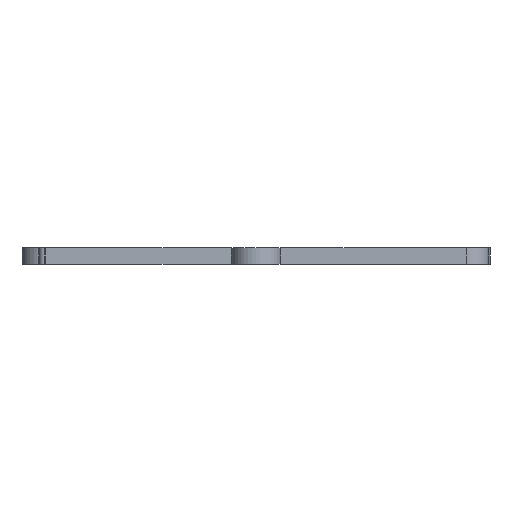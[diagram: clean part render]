
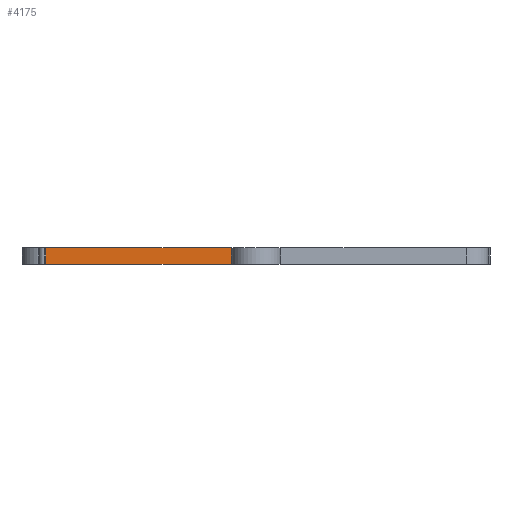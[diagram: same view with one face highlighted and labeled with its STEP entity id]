
A CAD part, left-side view. The second image highlights one B-rep face of the part: STEP entity #4175.
In plain terms, the highlighted planar face has unit normal (-1, 0, 0).
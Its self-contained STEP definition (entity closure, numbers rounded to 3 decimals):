
#369=PLANE('',#4449);
#483=FACE_OUTER_BOUND('',#730,.T.);
#730=EDGE_LOOP('',(#3086,#3087,#3088,#3089));
#981=LINE('',#5386,#1372);
#1056=LINE('',#6033,#1447);
#1057=LINE('',#6036,#1448);
#1058=LINE('',#6037,#1449);
#1372=VECTOR('',#4661,10.);
#1447=VECTOR('',#4754,10.);
#1448=VECTOR('',#4757,10.);
#1449=VECTOR('',#4758,10.);
#1820=VERTEX_POINT('',#5383);
#1821=VERTEX_POINT('',#5385);
#1974=VERTEX_POINT('',#6031);
#1975=VERTEX_POINT('',#6035);
#2257=EDGE_CURVE('',#1821,#1820,#981,.T.);
#2417=EDGE_CURVE('',#1820,#1974,#1056,.T.);
#2418=EDGE_CURVE('',#1975,#1974,#1057,.T.);
#2419=EDGE_CURVE('',#1821,#1975,#1058,.F.);
#3086=ORIENTED_EDGE('',*,*,#2417,.T.);
#3087=ORIENTED_EDGE('',*,*,#2418,.F.);
#3088=ORIENTED_EDGE('',*,*,#2419,.F.);
#3089=ORIENTED_EDGE('',*,*,#2257,.T.);
#4175=ADVANCED_FACE('',(#483),#369,.T.);
#4449=AXIS2_PLACEMENT_3D('',#6034,#4755,#4756);
#4661=DIRECTION('',(0.,-1.,0.));
#4754=DIRECTION('',(0.,0.,1.));
#4755=DIRECTION('center_axis',(-1.,0.,0.));
#4756=DIRECTION('ref_axis',(0.,-1.,0.));
#4757=DIRECTION('',(0.,-1.,0.));
#4758=DIRECTION('',(0.,0.,-1.));
#5383=CARTESIAN_POINT('',(66.724,-85.744,-7.9));
#5385=CARTESIAN_POINT('',(66.724,-50.138,-7.9));
#5386=CARTESIAN_POINT('',(66.724,-70.438,-7.9));
#6031=CARTESIAN_POINT('',(66.724,-85.744,-4.7));
#6033=CARTESIAN_POINT('',(66.724,-85.744,-7.9));
#6034=CARTESIAN_POINT('Origin',(66.724,-50.388,-7.9));
#6035=CARTESIAN_POINT('',(66.724,-50.138,-4.7));
#6036=CARTESIAN_POINT('',(66.724,-70.438,-4.7));
#6037=CARTESIAN_POINT('',(66.724,-50.138,-7.9));
